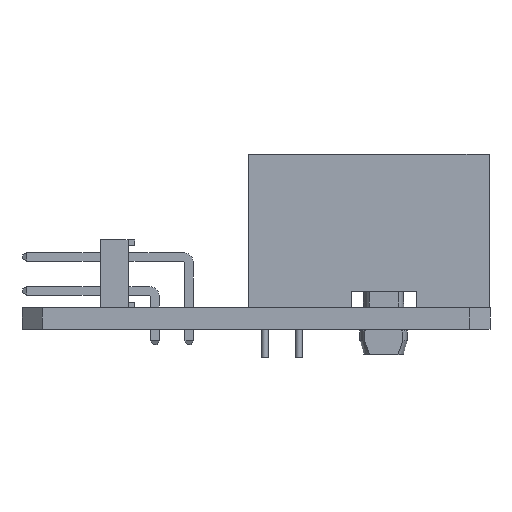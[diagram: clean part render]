
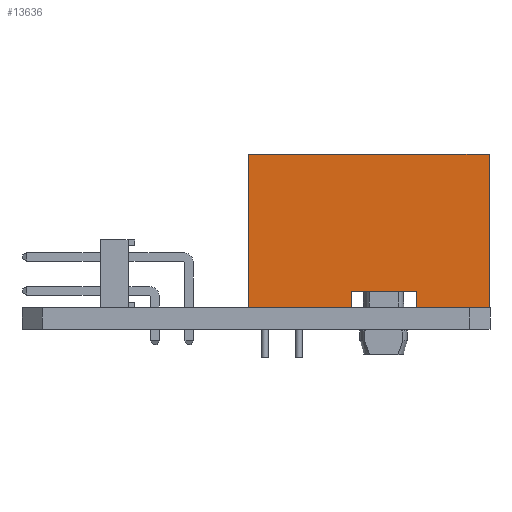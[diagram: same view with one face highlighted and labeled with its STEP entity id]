
A CAD part, front view. The second image highlights one B-rep face of the part: STEP entity #13636.
In plain terms, the highlighted face is planar.
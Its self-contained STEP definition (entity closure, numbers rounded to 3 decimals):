
#1044=FACE_OUTER_BOUND('',#1809,.T.);
#1809=EDGE_LOOP('',(#11388,#11389,#11390,#11391,#11392,#11393,#11394,#11395));
#3333=LINE('',#20890,#4971);
#3424=LINE('',#21226,#5062);
#3425=LINE('',#21229,#5063);
#3433=LINE('',#21244,#5071);
#3472=LINE('',#21363,#5110);
#3473=LINE('',#21365,#5111);
#3474=LINE('',#21367,#5112);
#3475=LINE('',#21368,#5113);
#4971=VECTOR('',#17206,18.);
#5062=VECTOR('',#17385,1.2);
#5063=VECTOR('',#17388,7.7);
#5071=VECTOR('',#17398,11.5);
#5110=VECTOR('',#17527,4.84);
#5111=VECTOR('',#17528,1.2);
#5112=VECTOR('',#17529,5.46);
#5113=VECTOR('',#17530,11.5);
#6135=VERTEX_POINT('',#20887);
#6136=VERTEX_POINT('',#20889);
#6223=VERTEX_POINT('',#21220);
#6225=VERTEX_POINT('',#21224);
#6226=VERTEX_POINT('',#21228);
#6267=VERTEX_POINT('',#21362);
#6268=VERTEX_POINT('',#21364);
#6269=VERTEX_POINT('',#21366);
#7827=EDGE_CURVE('',#6136,#6135,#3333,.T.);
#7944=EDGE_CURVE('',#6223,#6225,#3424,.T.);
#7945=EDGE_CURVE('',#6223,#6226,#3425,.T.);
#7953=EDGE_CURVE('',#6135,#6226,#3433,.T.);
#8008=EDGE_CURVE('',#6225,#6267,#3472,.T.);
#8009=EDGE_CURVE('',#6268,#6267,#3473,.T.);
#8010=EDGE_CURVE('',#6269,#6268,#3474,.T.);
#8011=EDGE_CURVE('',#6136,#6269,#3475,.T.);
#11388=ORIENTED_EDGE('',*,*,#8008,.T.);
#11389=ORIENTED_EDGE('',*,*,#8009,.F.);
#11390=ORIENTED_EDGE('',*,*,#8010,.F.);
#11391=ORIENTED_EDGE('',*,*,#8011,.F.);
#11392=ORIENTED_EDGE('',*,*,#7827,.T.);
#11393=ORIENTED_EDGE('',*,*,#7953,.T.);
#11394=ORIENTED_EDGE('',*,*,#7945,.F.);
#11395=ORIENTED_EDGE('',*,*,#7944,.T.);
#12458=PLANE('',#14455);
#13636=ADVANCED_FACE('',(#1044),#12458,.T.);
#14455=AXIS2_PLACEMENT_3D('',#21361,#17525,#17526);
#17206=DIRECTION('',(0.,-1.,0.));
#17385=DIRECTION('',(0.,0.,-1.));
#17388=DIRECTION('',(0.,-1.,0.));
#17398=DIRECTION('',(0.,0.,1.));
#17525=DIRECTION('center_axis',(-1.,0.,0.));
#17526=DIRECTION('ref_axis',(0.,-1.,0.));
#17527=DIRECTION('',(0.,1.,0.));
#17528=DIRECTION('',(0.,0.,-1.));
#17529=DIRECTION('',(0.,-1.,0.));
#17530=DIRECTION('',(0.,0.,1.));
#20887=CARTESIAN_POINT('',(-7.62,-18.,0.));
#20889=CARTESIAN_POINT('',(-7.62,0.,0.));
#20890=CARTESIAN_POINT('',(-7.62,0.,0.));
#21220=CARTESIAN_POINT('',(-7.62,-10.3,11.5));
#21224=CARTESIAN_POINT('',(-7.62,-10.3,10.3));
#21226=CARTESIAN_POINT('',(-7.62,-10.3,11.5));
#21228=CARTESIAN_POINT('',(-7.62,-18.,11.5));
#21229=CARTESIAN_POINT('',(-7.62,-10.3,11.5));
#21244=CARTESIAN_POINT('',(-7.62,-18.,0.));
#21361=CARTESIAN_POINT('Origin',(-7.62,0.,0.));
#21362=CARTESIAN_POINT('',(-7.62,-5.46,10.3));
#21363=CARTESIAN_POINT('',(-7.62,-10.3,10.3));
#21364=CARTESIAN_POINT('',(-7.62,-5.46,11.5));
#21365=CARTESIAN_POINT('',(-7.62,-5.46,11.5));
#21366=CARTESIAN_POINT('',(-7.62,0.,11.5));
#21367=CARTESIAN_POINT('',(-7.62,0.,11.5));
#21368=CARTESIAN_POINT('',(-7.62,0.,0.));
